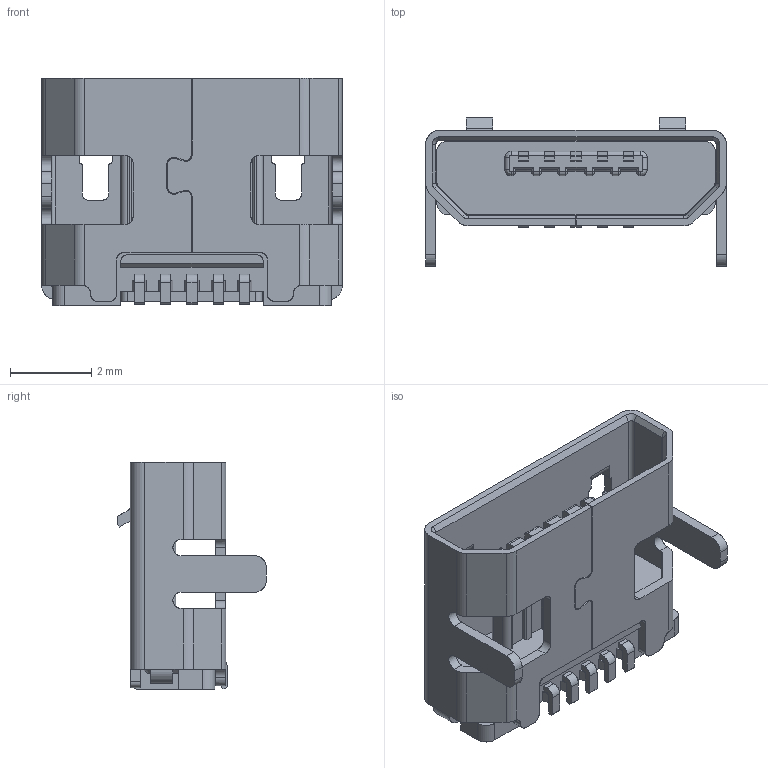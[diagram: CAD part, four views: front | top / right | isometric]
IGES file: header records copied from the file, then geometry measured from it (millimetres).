
Start section: SolidWorks IGES file using analytic representation for surfaces
Global section: file name: USB3076.IGS; native system: SolidWorks 2010; preprocessor: SolidWorks 2010; author: anthonyedwards; date: 111031.170947; units: millimetre
Bounding box: 7.4 x 3.66 x 5.6 mm (x, y, z)
Surface area: 269.8 mm2 (no closed solid volume)
Topology: 0 solids, 0 shells, 566 faces, 10598 edges, 13738 vertices
Faces by surface type: bspline 413, revolution 153
